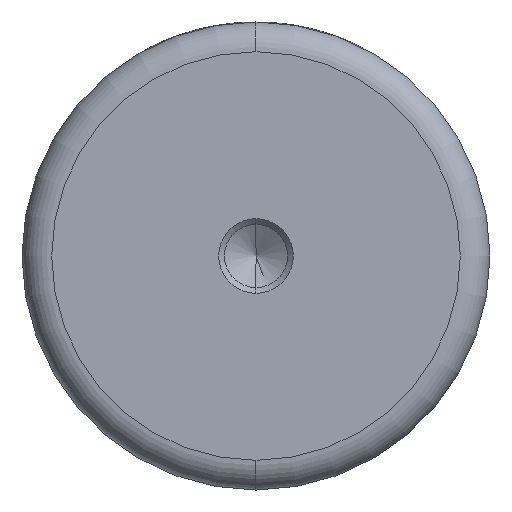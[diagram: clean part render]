
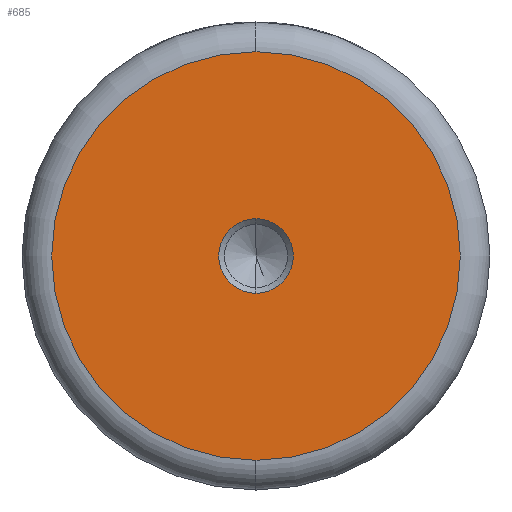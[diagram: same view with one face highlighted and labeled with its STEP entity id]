
A CAD part, left-side view. The second image highlights one B-rep face of the part: STEP entity #685.
In plain terms, the highlighted planar face has unit normal (-1, 0, 0).
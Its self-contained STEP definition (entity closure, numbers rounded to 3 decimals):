
#15 = DIRECTION ( 'NONE',  ( 0., 0., 1. ) ) ;
#51 = DIRECTION ( 'NONE',  ( 0., 0., 1. ) ) ;
#112 = AXIS2_PLACEMENT_3D ( 'NONE', #694, #1497, #804 ) ;
#123 = ORIENTED_EDGE ( 'NONE', *, *, #1093, .T. ) ;
#167 = DIRECTION ( 'NONE',  ( -1., 0., 0. ) ) ;
#238 = CIRCLE ( 'NONE', #1114, 27.5 ) ;
#284 = EDGE_LOOP ( 'NONE', ( #1121, #123 ) ) ;
#308 = EDGE_LOOP ( 'NONE', ( #1339, #478 ) ) ;
#456 = CIRCLE ( 'NONE', #528, 5.025 ) ;
#478 = ORIENTED_EDGE ( 'NONE', *, *, #831, .F. ) ;
#528 = AXIS2_PLACEMENT_3D ( 'NONE', #857, #167, #974 ) ;
#552 = PLANE ( 'NONE',  #572 ) ;
#561 = FACE_BOUND ( 'NONE', #308, .T. ) ;
#570 = CARTESIAN_POINT ( 'NONE',  ( 0., 0., 0. ) ) ;
#572 = AXIS2_PLACEMENT_3D ( 'NONE', #1336, #770, #51 ) ;
#638 = CARTESIAN_POINT ( 'NONE',  ( 0., 0., 27.5 ) ) ;
#646 = CARTESIAN_POINT ( 'NONE',  ( 0., 0., -27.5 ) ) ;
#676 = DIRECTION ( 'NONE',  ( 0., 0., 1. ) ) ;
#685 = ADVANCED_FACE ( 'NONE', ( #561, #1155 ), #552, .T. ) ;
#694 = CARTESIAN_POINT ( 'NONE',  ( 0., 0., 0. ) ) ;
#740 = DIRECTION ( 'NONE',  ( -1., 0., 0. ) ) ;
#770 = DIRECTION ( 'NONE',  ( -1., 0., 0. ) ) ;
#804 = DIRECTION ( 'NONE',  ( 0., 0., 1. ) ) ;
#831 = EDGE_CURVE ( 'NONE', #940, #959, #1042, .T. ) ;
#857 = CARTESIAN_POINT ( 'NONE',  ( 0., 0., 0. ) ) ;
#940 = VERTEX_POINT ( 'NONE', #1083 ) ;
#941 = EDGE_CURVE ( 'NONE', #959, #940, #456, .T. ) ;
#959 = VERTEX_POINT ( 'NONE', #980 ) ;
#974 = DIRECTION ( 'NONE',  ( 0., 0., 1. ) ) ;
#980 = CARTESIAN_POINT ( 'NONE',  ( 0., 0., 5.025 ) ) ;
#1042 = CIRCLE ( 'NONE', #112, 5.025 ) ;
#1083 = CARTESIAN_POINT ( 'NONE',  ( 0., 0., -5.025 ) ) ;
#1093 = EDGE_CURVE ( 'NONE', #1472, #1415, #1099, .T. ) ;
#1099 = CIRCLE ( 'NONE', #1440, 27.5 ) ;
#1114 = AXIS2_PLACEMENT_3D ( 'NONE', #1421, #740, #15 ) ;
#1121 = ORIENTED_EDGE ( 'NONE', *, *, #1282, .T. ) ;
#1155 = FACE_OUTER_BOUND ( 'NONE', #284, .T. ) ;
#1282 = EDGE_CURVE ( 'NONE', #1415, #1472, #238, .T. ) ;
#1336 = CARTESIAN_POINT ( 'NONE',  ( 0., 0., 0. ) ) ;
#1339 = ORIENTED_EDGE ( 'NONE', *, *, #941, .F. ) ;
#1358 = DIRECTION ( 'NONE',  ( -1., 0., 0. ) ) ;
#1415 = VERTEX_POINT ( 'NONE', #638 ) ;
#1421 = CARTESIAN_POINT ( 'NONE',  ( 0., 0., 0. ) ) ;
#1440 = AXIS2_PLACEMENT_3D ( 'NONE', #570, #1358, #676 ) ;
#1472 = VERTEX_POINT ( 'NONE', #646 ) ;
#1497 = DIRECTION ( 'NONE',  ( -1., 0., 0. ) ) ;
